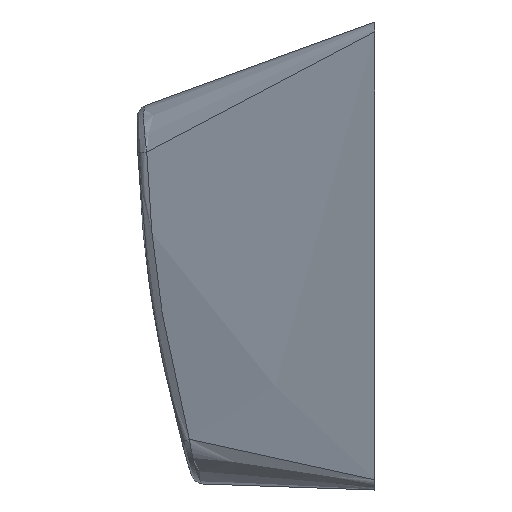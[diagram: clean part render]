
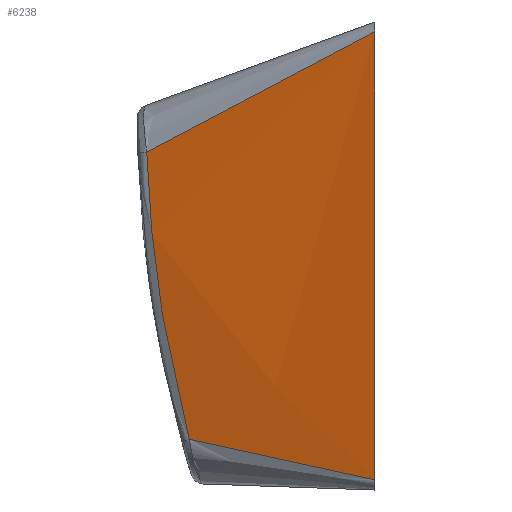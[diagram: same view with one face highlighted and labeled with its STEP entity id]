
A CAD part, left-side view. The second image highlights one B-rep face of the part: STEP entity #6238.
In plain terms, the highlighted free-form (B-spline) face has degree [3, 1] with [12, 2] control points.
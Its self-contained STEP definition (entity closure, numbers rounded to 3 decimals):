
#74 = CARTESIAN_POINT ( 'NONE',  ( -61.062, 0., -18.1 ) ) ;
#380 = VERTEX_POINT ( 'NONE', #10279 ) ;
#596 = FACE_OUTER_BOUND ( 'NONE', #1570, .T. ) ;
#702 = CARTESIAN_POINT ( 'NONE',  ( -58.895, 5.197, -16.551 ) ) ;
#712 = CARTESIAN_POINT ( 'NONE',  ( -56.904, 9.703, -17.761 ) ) ;
#1169 = CARTESIAN_POINT ( 'NONE',  ( -58.03, 8.764, -6.912 ) ) ;
#1243 = B_SPLINE_CURVE_WITH_KNOTS ( 'NONE', 3,
 ( #8109, #9765, #2134, #4642, #1169, #3781 ),
 .UNSPECIFIED., .F., .F.,
 ( 4, 2, 4 ),
 ( 0., 0.006, 0.011 ),
 .UNSPECIFIED. ) ;
#1363 = VERTEX_POINT ( 'NONE', #3909 ) ;
#1570 = EDGE_LOOP ( 'NONE', ( #3008, #8535, #3923, #9687 ) ) ;
#1616 = CARTESIAN_POINT ( 'NONE',  ( -57.981, 9.451, -3.44 ) ) ;
#1676 = CARTESIAN_POINT ( 'NONE',  ( -58.415, 7.914, -4.548 ) ) ;
#1729 = CARTESIAN_POINT ( 'NONE',  ( -57.788, 7.64, -17.833 ) ) ;
#1730 = CARTESIAN_POINT ( 'NONE',  ( -58.56, 7.491, -4.321 ) ) ;
#1841 = CARTESIAN_POINT ( 'NONE',  ( -60.804, 0.604, -18.079 ) ) ;
#2134 = CARTESIAN_POINT ( 'NONE',  ( -57.973, 8.048, -12.494 ) ) ;
#2313 = LINE ( 'NONE', #8290, #8962 ) ;
#3008 = ORIENTED_EDGE ( 'NONE', *, *, #9109, .F. ) ;
#3261 = CARTESIAN_POINT ( 'NONE',  ( -58.096, 7.179, -16.139 ) ) ;
#3327 = CARTESIAN_POINT ( 'NONE',  ( -57.408, 11.208, -4.079 ) ) ;
#3424 = CARTESIAN_POINT ( 'NONE',  ( -58.47, 6.248, -16.331 ) ) ;
#3490 = CARTESIAN_POINT ( 'NONE',  ( -58.321, 6.396, -17.877 ) ) ;
#3602 = CARTESIAN_POINT ( 'NONE',  ( -57.975, 7.205, -17.848 ) ) ;
#3609 = EDGE_CURVE ( 'NONE', #1363, #380, #2313, .T. ) ;
#3781 = CARTESIAN_POINT ( 'NONE',  ( -58.101, 8.824, -5.037 ) ) ;
#3909 = CARTESIAN_POINT ( 'NONE',  ( -61.063, 0., -0.382 ) ) ;
#3923 = ORIENTED_EDGE ( 'NONE', *, *, #7375, .F. ) ;
#4114 = CARTESIAN_POINT ( 'NONE',  ( -59.181, 4.497, -16.701 ) ) ;
#4354 = CARTESIAN_POINT ( 'NONE',  ( -59.562, 3.5, -17.978 ) ) ;
#4527 = VERTEX_POINT ( 'NONE', #8243 ) ;
#4642 = CARTESIAN_POINT ( 'NONE',  ( -57.985, 8.598, -8.779 ) ) ;
#4733 = B_SPLINE_CURVE_WITH_KNOTS ( 'NONE', 3,
 ( #11224, #8501, #8661, #4114, #702, #3424, #11168, #11052, #7586, #3261 ),
 .UNSPECIFIED., .F., .F.,
 ( 4, 2, 2, 2, 4 ),
 ( 0., 0.506, 0.785, 0.925, 0.955 ),
 .UNSPECIFIED. ) ;
#5087 = CARTESIAN_POINT ( 'NONE',  ( -58.825, 5.221, -17.918 ) ) ;
#5149 = CARTESIAN_POINT ( 'NONE',  ( -58.993, 6.221, -3.644 ) ) ;
#5204 = CARTESIAN_POINT ( 'NONE',  ( -58.8, 6.939, -2.526 ) ) ;
#5319 = CARTESIAN_POINT ( 'NONE',  ( -61.062, 0., 0. ) ) ;
#6006 = CARTESIAN_POINT ( 'NONE',  ( -58.157, 8.661, -4.949 ) ) ;
#6060 = CARTESIAN_POINT ( 'NONE',  ( -59.563, 4.6, -1.674 ) ) ;
#6105 = B_SPLINE_CURVE_WITH_KNOTS ( 'NONE', 3,
 ( #6863, #6006, #9474, #1676, #1730, #5149, #6916, #8622, #7761, #11235 ),
 .UNSPECIFIED., .F., .F.,
 ( 4, 2, 2, 2, 4 ),
 ( 0.037, 0.09, 0.229, 0.507, 1. ),
 .UNSPECIFIED. ) ;
#6113 = EDGE_CURVE ( 'NONE', #7266, #4527, #1243, .T. ) ;
#6238 = ADVANCED_FACE ( 'NONE', ( #596 ), #8141, .T. ) ;
#6695 = CARTESIAN_POINT ( 'NONE',  ( -56.992, 9.499, -17.768 ) ) ;
#6807 = CARTESIAN_POINT ( 'NONE',  ( -57.483, 8.352, -17.808 ) ) ;
#6863 = CARTESIAN_POINT ( 'NONE',  ( -58.101, 8.824, -5.037 ) ) ;
#6916 = CARTESIAN_POINT ( 'NONE',  ( -59.279, 5.374, -3.196 ) ) ;
#7022 = CARTESIAN_POINT ( 'NONE',  ( -58.304, 8.458, -3.078 ) ) ;
#7266 = VERTEX_POINT ( 'NONE', #10439 ) ;
#7375 = EDGE_CURVE ( 'NONE', #4527, #1363, #6105, .T. ) ;
#7489 = DIRECTION ( 'NONE',  ( 0., 0., -1. ) ) ;
#7586 = CARTESIAN_POINT ( 'NONE',  ( -58.127, 7.102, -16.155 ) ) ;
#7654 = CARTESIAN_POINT ( 'NONE',  ( -57.178, 9.063, -17.784 ) ) ;
#7761 = CARTESIAN_POINT ( 'NONE',  ( -60.567, 1.511, -1.166 ) ) ;
#8109 = CARTESIAN_POINT ( 'NONE',  ( -58.096, 7.179, -16.139 ) ) ;
#8141 = B_SPLINE_SURFACE_WITH_KNOTS ( 'NONE', 3, 1, ( 
 ( #712, #10273 ),
 ( #6695, #10159 ),
 ( #7654, #3327 ),
 ( #6807, #9532 ),
 ( #1729, #10490 ),
 ( #3602, #1616 ),
 ( #3490, #7022 ),
 ( #5087, #5204 ),
 ( #4354, #6060 ),
 ( #9644, #10437 ),
 ( #1841, #11175 ),
 ( #74, #5319 ) ),
 .UNSPECIFIED., .F., .F., .F.,
 ( 4, 1, 1, 1, 2, 1, 1, 1, 4 ),
 ( 2, 2 ),
 ( 0., 0.063, 0.127, 0.19, 0.253, 0.44, 0.627, 0.813, 1. ),
 ( 0., 1. ),
 .UNSPECIFIED. ) ;
#8243 = CARTESIAN_POINT ( 'NONE',  ( -58.101, 8.824, -5.037 ) ) ;
#8290 = CARTESIAN_POINT ( 'NONE',  ( -61.062, 0., 0. ) ) ;
#8501 = CARTESIAN_POINT ( 'NONE',  ( -60.524, 1.265, -17.414 ) ) ;
#8535 = ORIENTED_EDGE ( 'NONE', *, *, #3609, .F. ) ;
#8622 = CARTESIAN_POINT ( 'NONE',  ( -60.068, 3.019, -1.955 ) ) ;
#8661 = CARTESIAN_POINT ( 'NONE',  ( -59.992, 2.53, -17.129 ) ) ;
#8962 = VECTOR ( 'NONE', #7489, 1000. ) ;
#9109 = EDGE_CURVE ( 'NONE', #380, #7266, #4733, .T. ) ;
#9474 = CARTESIAN_POINT ( 'NONE',  ( -58.213, 8.499, -4.862 ) ) ;
#9532 = CARTESIAN_POINT ( 'NONE',  ( -57.619, 10.56, -3.843 ) ) ;
#9644 = CARTESIAN_POINT ( 'NONE',  ( -60.3, 1.779, -18.038 ) ) ;
#9687 = ORIENTED_EDGE ( 'NONE', *, *, #6113, .F. ) ;
#9765 = CARTESIAN_POINT ( 'NONE',  ( -58.007, 7.666, -14.328 ) ) ;
#10159 = CARTESIAN_POINT ( 'NONE',  ( -57.258, 11.668, -4.247 ) ) ;
#10273 = CARTESIAN_POINT ( 'NONE',  ( -57.176, 11.92, -4.338 ) ) ;
#10279 = CARTESIAN_POINT ( 'NONE',  ( -61.063, 0., -17.705 ) ) ;
#10437 = CARTESIAN_POINT ( 'NONE',  ( -60.325, 2.261, -0.823 ) ) ;
#10439 = CARTESIAN_POINT ( 'NONE',  ( -58.096, 7.179, -16.139 ) ) ;
#10490 = CARTESIAN_POINT ( 'NONE',  ( -57.83, 9.912, -3.608 ) ) ;
#11052 = CARTESIAN_POINT ( 'NONE',  ( -58.157, 7.026, -16.17 ) ) ;
#11168 = CARTESIAN_POINT ( 'NONE',  ( -58.329, 6.599, -16.258 ) ) ;
#11175 = CARTESIAN_POINT ( 'NONE',  ( -60.821, 0.742, -0.27 ) ) ;
#11224 = CARTESIAN_POINT ( 'NONE',  ( -61.063, 0., -17.705 ) ) ;
#11235 = CARTESIAN_POINT ( 'NONE',  ( -61.063, 0., -0.382 ) ) ;
